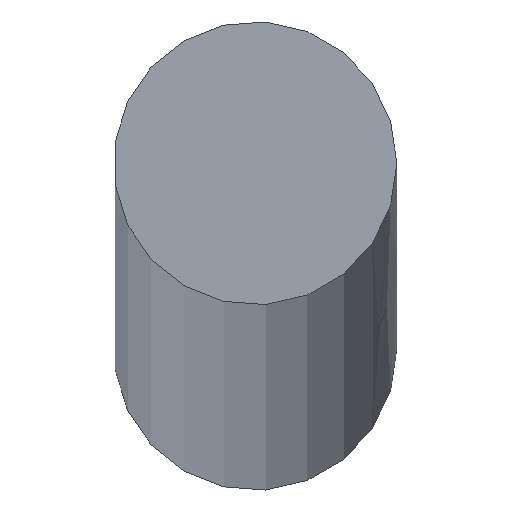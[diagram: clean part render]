
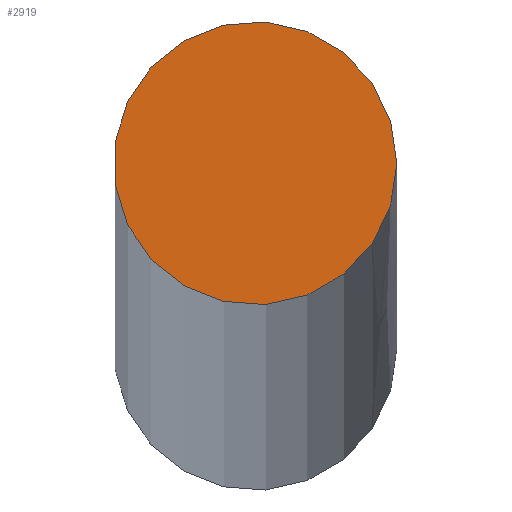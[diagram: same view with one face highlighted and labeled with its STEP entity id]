
A CAD part, top view. The second image highlights one B-rep face of the part: STEP entity #2919.
In plain terms, the highlighted planar face has unit normal (0, 0, 1).
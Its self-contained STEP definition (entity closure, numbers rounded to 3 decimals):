
#2141 = EDGE_CURVE ( 'NONE', #14150, #14150, #6040, .T. ) ;
#2919 = ADVANCED_FACE ( 'NONE', ( #11215 ), #6663, .T. ) ;
#4711 = DIRECTION ( 'NONE',  ( 0., 0., 1. ) ) ;
#5222 = CARTESIAN_POINT ( 'NONE',  ( 4., 0., 1500. ) ) ;
#6040 = CIRCLE ( 'NONE', #11615, 4. ) ;
#6663 = PLANE ( 'NONE',  #11202 ) ;
#8910 = DIRECTION ( 'NONE',  ( 0., 0., 1. ) ) ;
#9134 = DIRECTION ( 'NONE',  ( 1., 0., 0. ) ) ;
#9503 = DIRECTION ( 'NONE',  ( 1., 0., 0. ) ) ;
#11202 = AXIS2_PLACEMENT_3D ( 'NONE', #12624, #8910, #9134 ) ;
#11215 = FACE_OUTER_BOUND ( 'NONE', #13252, .T. ) ;
#11615 = AXIS2_PLACEMENT_3D ( 'NONE', #14363, #4711, #9503 ) ;
#12624 = CARTESIAN_POINT ( 'NONE',  ( 0., 0., 1500. ) ) ;
#13252 = EDGE_LOOP ( 'NONE', ( #14609 ) ) ;
#14150 = VERTEX_POINT ( 'NONE', #5222 ) ;
#14363 = CARTESIAN_POINT ( 'NONE',  ( 0., 0., 1500. ) ) ;
#14609 = ORIENTED_EDGE ( 'NONE', *, *, #2141, .T. ) ;
